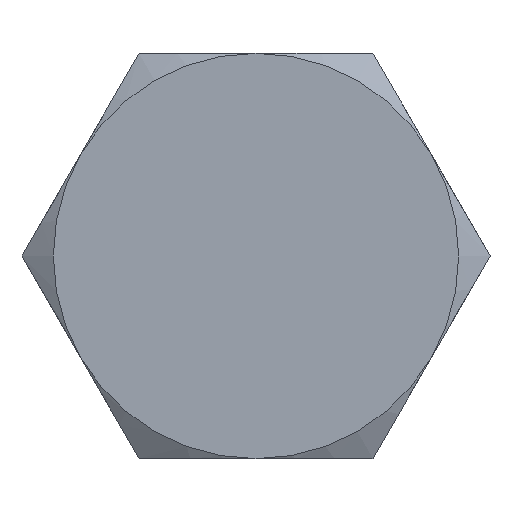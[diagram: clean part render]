
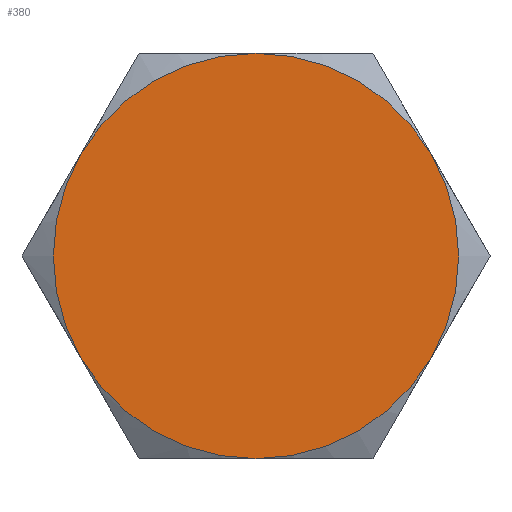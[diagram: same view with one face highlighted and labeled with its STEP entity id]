
A CAD part, left-side view. The second image highlights one B-rep face of the part: STEP entity #380.
In plain terms, the highlighted planar face has unit normal (-1, 0, 0).
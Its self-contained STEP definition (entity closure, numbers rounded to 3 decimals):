
#19 = AXIS2_PLACEMENT_3D ( 'NONE', #575, #437, #110 ) ;
#28 = ORIENTED_EDGE ( 'NONE', *, *, #309, .T. ) ;
#52 = DIRECTION ( 'NONE',  ( 0., 0., -1. ) ) ;
#59 = PLANE ( 'NONE',  #19 ) ;
#63 = CARTESIAN_POINT ( 'NONE',  ( 0., 0., -2.75 ) ) ;
#66 = CIRCLE ( 'NONE', #420, 2.75 ) ;
#68 = CARTESIAN_POINT ( 'NONE',  ( 0., 0., 0. ) ) ;
#81 = AXIS2_PLACEMENT_3D ( 'NONE', #246, #289, #52 ) ;
#89 = AXIS2_PLACEMENT_3D ( 'NONE', #330, #145, #235 ) ;
#97 = CARTESIAN_POINT ( 'NONE',  ( 0., 2.382, -1.375 ) ) ;
#110 = DIRECTION ( 'NONE',  ( 0., 0., -1. ) ) ;
#116 = CARTESIAN_POINT ( 'NONE',  ( 0., 0., 0. ) ) ;
#129 = EDGE_LOOP ( 'NONE', ( #188, #526, #198, #316, #28, #284 ) ) ;
#145 = DIRECTION ( 'NONE',  ( 1., 0., 0. ) ) ;
#148 = VERTEX_POINT ( 'NONE', #97 ) ;
#169 = EDGE_CURVE ( 'NONE', #389, #189, #203, .T. ) ;
#170 = CIRCLE ( 'NONE', #587, 2.75 ) ;
#179 = EDGE_CURVE ( 'NONE', #189, #148, #170, .T. ) ;
#186 = CARTESIAN_POINT ( 'NONE',  ( 0., 0., 2.75 ) ) ;
#188 = ORIENTED_EDGE ( 'NONE', *, *, #179, .F. ) ;
#189 = VERTEX_POINT ( 'NONE', #63 ) ;
#198 = ORIENTED_EDGE ( 'NONE', *, *, #571, .F. ) ;
#203 = CIRCLE ( 'NONE', #336, 2.75 ) ;
#223 = CIRCLE ( 'NONE', #81, 2.75 ) ;
#227 = VERTEX_POINT ( 'NONE', #457 ) ;
#230 = AXIS2_PLACEMENT_3D ( 'NONE', #600, #264, #315 ) ;
#235 = DIRECTION ( 'NONE',  ( 0., 0., -1. ) ) ;
#239 = VERTEX_POINT ( 'NONE', #539 ) ;
#246 = CARTESIAN_POINT ( 'NONE',  ( 0., 0., 0. ) ) ;
#252 = VERTEX_POINT ( 'NONE', #186 ) ;
#264 = DIRECTION ( 'NONE',  ( 1., 0., 0. ) ) ;
#284 = ORIENTED_EDGE ( 'NONE', *, *, #433, .F. ) ;
#289 = DIRECTION ( 'NONE',  ( 1., 0., 0. ) ) ;
#298 = DIRECTION ( 'NONE',  ( -1., 0., 0. ) ) ;
#302 = CARTESIAN_POINT ( 'NONE',  ( 0., 0., 0. ) ) ;
#309 = EDGE_CURVE ( 'NONE', #252, #227, #66, .T. ) ;
#315 = DIRECTION ( 'NONE',  ( 0., 0., -1. ) ) ;
#316 = ORIENTED_EDGE ( 'NONE', *, *, #549, .F. ) ;
#330 = CARTESIAN_POINT ( 'NONE',  ( 0., 0., 0. ) ) ;
#336 = AXIS2_PLACEMENT_3D ( 'NONE', #302, #393, #529 ) ;
#350 = CIRCLE ( 'NONE', #230, 2.75 ) ;
#380 = ADVANCED_FACE ( 'NONE', ( #442 ), #59, .F. ) ;
#389 = VERTEX_POINT ( 'NONE', #476 ) ;
#393 = DIRECTION ( 'NONE',  ( 1., 0., 0. ) ) ;
#405 = CIRCLE ( 'NONE', #89, 2.75 ) ;
#420 = AXIS2_PLACEMENT_3D ( 'NONE', #116, #298, #538 ) ;
#433 = EDGE_CURVE ( 'NONE', #148, #227, #350, .T. ) ;
#436 = DIRECTION ( 'NONE',  ( 0., 0., -1. ) ) ;
#437 = DIRECTION ( 'NONE',  ( 1., 0., 0. ) ) ;
#442 = FACE_OUTER_BOUND ( 'NONE', #129, .T. ) ;
#457 = CARTESIAN_POINT ( 'NONE',  ( 0., 2.382, 1.375 ) ) ;
#476 = CARTESIAN_POINT ( 'NONE',  ( 0., -2.382, -1.375 ) ) ;
#491 = DIRECTION ( 'NONE',  ( 1., 0., 0. ) ) ;
#526 = ORIENTED_EDGE ( 'NONE', *, *, #169, .F. ) ;
#529 = DIRECTION ( 'NONE',  ( 0., 0., -1. ) ) ;
#538 = DIRECTION ( 'NONE',  ( 0., 0., 1. ) ) ;
#539 = CARTESIAN_POINT ( 'NONE',  ( 0., -2.382, 1.375 ) ) ;
#549 = EDGE_CURVE ( 'NONE', #252, #239, #405, .T. ) ;
#571 = EDGE_CURVE ( 'NONE', #239, #389, #223, .T. ) ;
#575 = CARTESIAN_POINT ( 'NONE',  ( 0., 3.175, 0. ) ) ;
#587 = AXIS2_PLACEMENT_3D ( 'NONE', #68, #491, #436 ) ;
#600 = CARTESIAN_POINT ( 'NONE',  ( 0., 0., 0. ) ) ;
